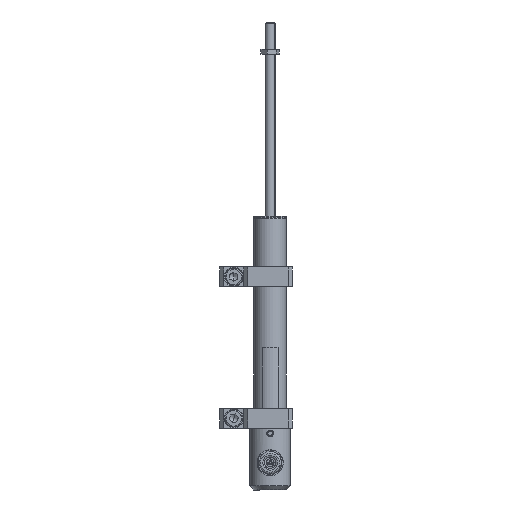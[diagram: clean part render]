
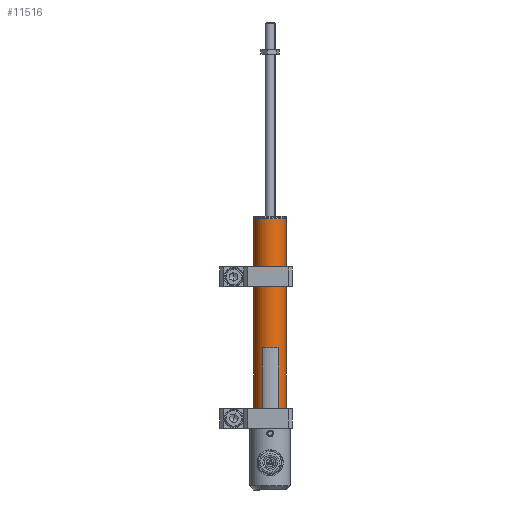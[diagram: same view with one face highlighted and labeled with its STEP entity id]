
A CAD part, front view. The second image highlights one B-rep face of the part: STEP entity #11516.
In plain terms, the highlighted cylindrical face has radius 8 mm (diameter 16 mm), a partial arc.
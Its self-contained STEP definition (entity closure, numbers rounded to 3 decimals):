
#10673 = DIRECTION ( 'NONE',  ( 0., 0., 1. ) ) ;
#10674 = VECTOR ( 'NONE', #10673, 1000. ) ;
#10675 = CARTESIAN_POINT ( 'NONE',  ( 8., 0., -113.7 ) ) ;
#10676 = CARTESIAN_POINT ( 'NONE',  ( 8., 0., -0.15 ) ) ;
#10683 = DIRECTION ( 'NONE',  ( 0., 0., 1. ) ) ;
#10684 = VECTOR ( 'NONE', #10683, 1000. ) ;
#10687 = LINE ( 'NONE', #10675, #10674 ) ;
#10692 = CARTESIAN_POINT ( 'NONE',  ( -8., 0., -104.5 ) ) ;
#10693 = FACE_OUTER_BOUND ( 'NONE', #11578, .T. ) ;
#10697 = CARTESIAN_POINT ( 'NONE',  ( -8., 0., -113.7 ) ) ;
#10698 = LINE ( 'NONE', #10697, #10684 ) ;
#10712 = DIRECTION ( 'NONE',  ( 1., 0., 0. ) ) ;
#10713 = DIRECTION ( 'NONE',  ( 0., 0., 1. ) ) ;
#10719 = CARTESIAN_POINT ( 'NONE',  ( 0., 0., -113.7 ) ) ;
#10720 = AXIS2_PLACEMENT_3D ( 'NONE', #10719, #10713, #10712 ) ;
#10722 = CYLINDRICAL_SURFACE ( 'NONE', #10720, 8. ) ;
#10767 = DIRECTION ( 'NONE',  ( 1., 0., 0. ) ) ;
#10768 = DIRECTION ( 'NONE',  ( 0., 0., -1. ) ) ;
#10769 = CARTESIAN_POINT ( 'NONE',  ( 0., 0., -0.15 ) ) ;
#10770 = AXIS2_PLACEMENT_3D ( 'NONE', #10769, #10768, #10767 ) ;
#10785 = CIRCLE ( 'NONE', #10770, 8. ) ;
#10957 = CARTESIAN_POINT ( 'NONE',  ( -8., 0., -0.15 ) ) ;
#11001 = CARTESIAN_POINT ( 'NONE',  ( 8., 0., -104.5 ) ) ;
#11002 = AXIS2_PLACEMENT_3D ( 'NONE', #11110, #11089, #11088 ) ;
#11088 = DIRECTION ( 'NONE',  ( -1., 0., 0. ) ) ;
#11089 = DIRECTION ( 'NONE',  ( 0., 0., 1. ) ) ;
#11106 = CIRCLE ( 'NONE', #11002, 8. ) ;
#11110 = CARTESIAN_POINT ( 'NONE',  ( 0., 0., -104.5 ) ) ;
#11506 = VERTEX_POINT ( 'NONE', #10692 ) ;
#11508 = EDGE_CURVE ( 'NONE', #11506, #11574, #10698, .T. ) ;
#11510 = EDGE_CURVE ( 'NONE', #11583, #11518, #10687, .T. ) ;
#11513 = ORIENTED_EDGE ( 'NONE', *, *, #11508, .F. ) ;
#11516 = ADVANCED_FACE ( 'NONE', ( #10693 ), #10722, .T. ) ;
#11517 = ORIENTED_EDGE ( 'NONE', *, *, #11589, .T. ) ;
#11518 = VERTEX_POINT ( 'NONE', #10676 ) ;
#11534 = EDGE_CURVE ( 'NONE', #11518, #11574, #10785, .T. ) ;
#11539 = ORIENTED_EDGE ( 'NONE', *, *, #11510, .T. ) ;
#11540 = ORIENTED_EDGE ( 'NONE', *, *, #11534, .T. ) ;
#11574 = VERTEX_POINT ( 'NONE', #10957 ) ;
#11578 = EDGE_LOOP ( 'NONE', ( #11513, #11517, #11539, #11540 ) ) ;
#11583 = VERTEX_POINT ( 'NONE', #11001 ) ;
#11589 = EDGE_CURVE ( 'NONE', #11506, #11583, #11106, .T. ) ;
